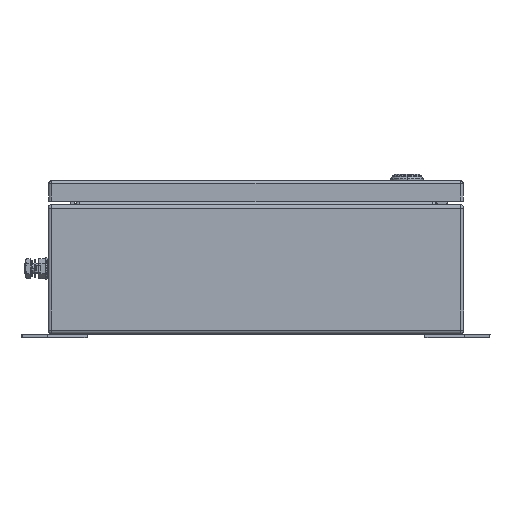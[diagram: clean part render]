
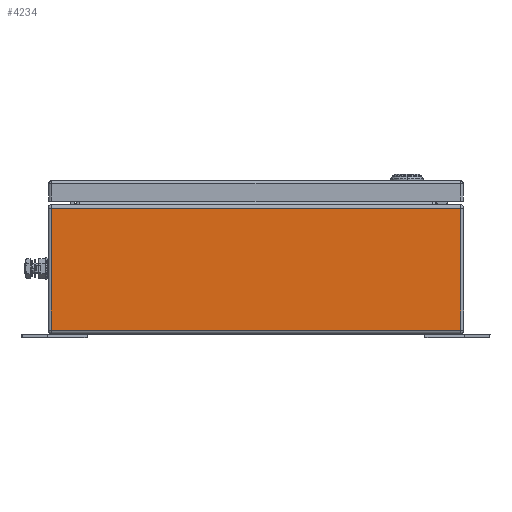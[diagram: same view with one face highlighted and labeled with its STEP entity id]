
A CAD part, front view. The second image highlights one B-rep face of the part: STEP entity #4234.
In plain terms, the highlighted planar face has unit normal (0, -1, 0).
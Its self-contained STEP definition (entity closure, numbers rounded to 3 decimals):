
#4207=AXIS2_PLACEMENT_3D('Plane Axis2P3D',#4204,#4205,#4206) ;
#3629=CARTESIAN_POINT('Vertex',(428.5,0.,126.5)) ;
#3642=CARTESIAN_POINT('Vertex',(28.5,0.,126.5)) ;
#3645=CARTESIAN_POINT('Line Origine',(228.5,0.,126.5)) ;
#4204=CARTESIAN_POINT('Axis2P3D Location',(431.5,0.,130.5)) ;
#4209=CARTESIAN_POINT('Line Origine',(28.5,0.,67.)) ;
#4213=CARTESIAN_POINT('Vertex',(28.5,0.,7.5)) ;
#4216=CARTESIAN_POINT('Line Origine',(228.5,0.,7.5)) ;
#4220=CARTESIAN_POINT('Vertex',(428.5,0.,7.5)) ;
#4223=CARTESIAN_POINT('Line Origine',(428.5,0.,67.)) ;
#3646=DIRECTION('Vector Direction',(1.,0.,0.)) ;
#4205=DIRECTION('Axis2P3D Direction',(0.,1.,0.)) ;
#4206=DIRECTION('Axis2P3D XDirection',(-1.,0.,0.)) ;
#4210=DIRECTION('Vector Direction',(0.,0.,-1.)) ;
#4217=DIRECTION('Vector Direction',(1.,0.,0.)) ;
#4224=DIRECTION('Vector Direction',(0.,0.,1.)) ;
#3647=VECTOR('Line Direction',#3646,1.) ;
#4211=VECTOR('Line Direction',#4210,1.) ;
#4218=VECTOR('Line Direction',#4217,1.) ;
#4225=VECTOR('Line Direction',#4224,1.) ;
#4229=ORIENTED_EDGE('',*,*,#4215,.T.) ;
#4230=ORIENTED_EDGE('',*,*,#4222,.T.) ;
#4231=ORIENTED_EDGE('',*,*,#4227,.T.) ;
#4232=ORIENTED_EDGE('',*,*,#3649,.T.) ;
#4234=ADVANCED_FACE('51372_ASM_GH_KTB_QL_XXXxXXXxXXX_YGP_S3D-1/51372_GH_KTB_QL_XXXxXXXxXXX_YGP_S3D_S3D-1-solid1',(#4233),#4208,.F.) ;
#3649=EDGE_CURVE('',#3630,#3643,#3648,.F.) ;
#4215=EDGE_CURVE('',#3643,#4214,#4212,.T.) ;
#4222=EDGE_CURVE('',#4214,#4221,#4219,.T.) ;
#4227=EDGE_CURVE('',#4221,#3630,#4226,.T.) ;
#4228=EDGE_LOOP('',(#4229,#4230,#4231,#4232)) ;
#4233=FACE_OUTER_BOUND('',#4228,.T.) ;
#3648=LINE('Line',#3645,#3647) ;
#4212=LINE('Line',#4209,#4211) ;
#4219=LINE('Line',#4216,#4218) ;
#4226=LINE('Line',#4223,#4225) ;
#4208=PLANE('',#4207) ;
#3630=VERTEX_POINT('',#3629) ;
#3643=VERTEX_POINT('',#3642) ;
#4214=VERTEX_POINT('',#4213) ;
#4221=VERTEX_POINT('',#4220) ;
